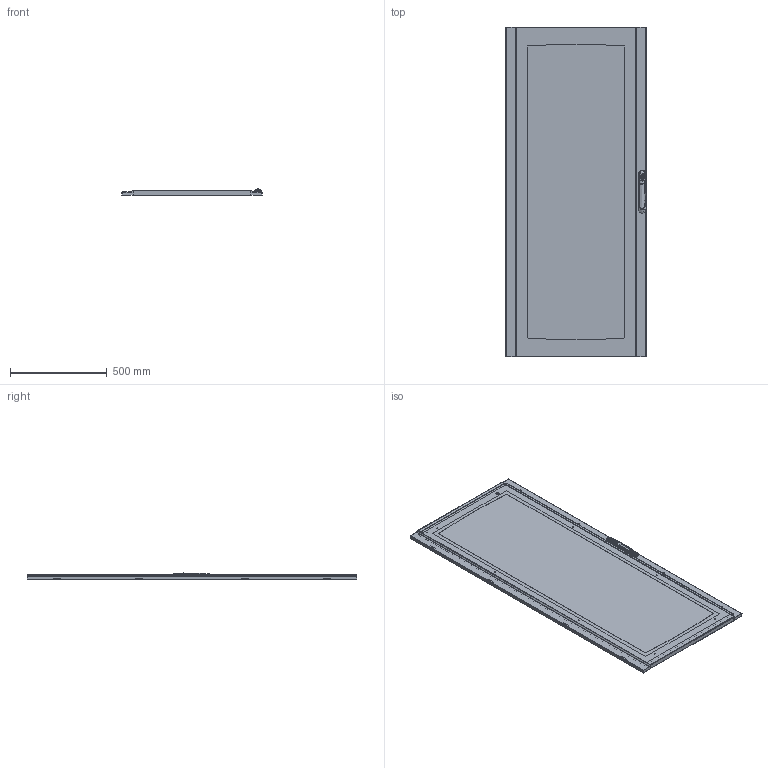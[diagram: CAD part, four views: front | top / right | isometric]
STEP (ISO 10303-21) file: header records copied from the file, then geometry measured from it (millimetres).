
FILE_DESCRIPTION(/* description */ (''),/* implementation_level */ '2;1');
FILE_NAME(/* name */ 'PT55SUP192.stp',/* time_stamp */ '2017-07-19T14:57:54+02:00',/* author */ (''),/* organization */ (''),/* preprocessor_version */ 'ST-DEVELOPER v15',/* originating_system */ 'SIEMENS PLM Software NX 9.0',/* authorisation */ '');
FILE_SCHEMA (('CONFIG_CONTROL_DESIGN'));
Products named in the file (14): 30350004_puerta_02; 91355_PERNO_M6x10; 92329_BISAGRA_PUERTA_2M; 30360036_ESQUINA_PUERTA; 91323_PERNO_M5x15; Junta_Goma_Puerta_1600_stp; 30384030_cristal_puertas; 92322_Cierre_cuatro_puntos; Clip_Cristal_PT; 30340004_SOLD_puerta_02; 30320004_JUNTA_Puerta; 30310004_PEGA_Cristal_Puerta; Montaje_puerta; PT55SUP192_stp
Assembly tree (30 placements, depth 6):
  PT55SUP192_stp
    Montaje_puerta
      30310004_PEGA_Cristal_Puerta
        30384030_cristal_puertas
        30320004_JUNTA_Puerta
          Junta_Goma_Puerta_1600_stp
          30340004_SOLD_puerta_02
            91323_PERNO_M5x15  x12
            30360036_ESQUINA_PUERTA  x4
            92329_BISAGRA_PUERTA_2M  x4
            91355_PERNO_M6x10
            30350004_puerta_02
      Clip_Cristal_PT
      92322_Cierre_cuatro_puntos
Bounding box: 724 x 1704 x 31.51 mm (x, y, z)
Volume: 4297363.7 mm3; surface area: 3033983.6 mm2
Topology: 29 solids, 32 shells, 1661 faces, 4115 edges, 2523 vertices
Faces by surface type: plane 744, cylinder 456, bspline 426, cone 31, torus 3, sphere 1
Full cylindrical faces by diameter (mm): 5 x12, 6 x1, 6.2 x4, 6.5 x1, 9 x2
Entity records: 79158 total; most frequent: CARTESIAN_POINT 45807, ORIENTED_EDGE 7886, DIRECTION 4652, EDGE_CURVE 3943, VERTEX_POINT 2423, AXIS2_PLACEMENT_3D 1691, B_SPLINE_CURVE_WITH_KNOTS 1678, EDGE_LOOP 1634
